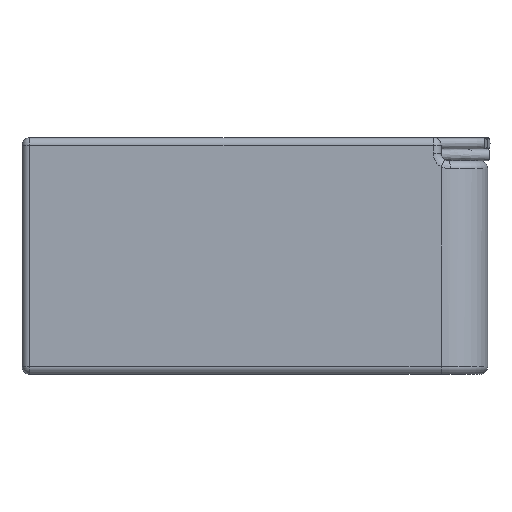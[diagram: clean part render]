
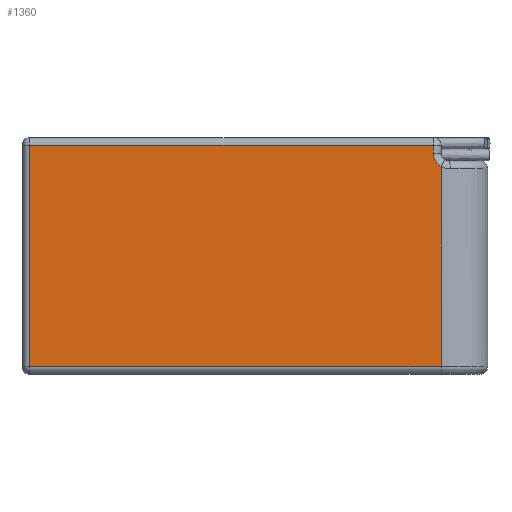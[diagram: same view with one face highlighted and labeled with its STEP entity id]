
A CAD part, front view. The second image highlights one B-rep face of the part: STEP entity #1360.
In plain terms, the highlighted planar face has unit normal (0, -1, 0).
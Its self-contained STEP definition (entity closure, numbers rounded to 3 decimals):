
#91 = CARTESIAN_POINT ( 'NONE',  ( 23., 0., 0. ) ) ;
#107 = LINE ( 'NONE', #91, #2068 ) ;
#137 = EDGE_CURVE ( 'NONE', #2344, #390, #1900, .T. ) ;
#147 = FACE_OUTER_BOUND ( 'NONE', #202, .T. ) ;
#164 = PLANE ( 'NONE',  #1787 ) ;
#202 = EDGE_LOOP ( 'NONE', ( #291, #1540, #937, #793, #1476, #971 ) ) ;
#278 = CARTESIAN_POINT ( 'NONE',  ( 23., 0., 14.25 ) ) ;
#279 = VERTEX_POINT ( 'NONE', #2201 ) ;
#291 = ORIENTED_EDGE ( 'NONE', *, *, #629, .T. ) ;
#315 = LINE ( 'NONE', #2033, #2388 ) ;
#390 = VERTEX_POINT ( 'NONE', #1458 ) ;
#480 = EDGE_CURVE ( 'NONE', #939, #1280, #966, .T. ) ;
#492 = DIRECTION ( 'NONE',  ( 0., 0., 1. ) ) ;
#503 = DIRECTION ( 'NONE',  ( 1., 0., 0. ) ) ;
#558 = DIRECTION ( 'NONE',  ( 0., 1., 0. ) ) ;
#584 = DIRECTION ( 'NONE',  ( 1., 0., 0. ) ) ;
#599 = AXIS2_PLACEMENT_3D ( 'NONE', #894, #1513, #2095 ) ;
#629 = EDGE_CURVE ( 'NONE', #390, #754, #998, .T. ) ;
#669 = VECTOR ( 'NONE', #1597, 1000. ) ;
#754 = VERTEX_POINT ( 'NONE', #2264 ) ;
#793 = ORIENTED_EDGE ( 'NONE', *, *, #480, .T. ) ;
#886 = CARTESIAN_POINT ( 'NONE',  ( 0., 0., -14.25 ) ) ;
#894 = CARTESIAN_POINT ( 'NONE',  ( 25., 0., 13.25 ) ) ;
#937 = ORIENTED_EDGE ( 'NONE', *, *, #1901, .T. ) ;
#939 = VERTEX_POINT ( 'NONE', #2293 ) ;
#966 = CIRCLE ( 'NONE', #599, 2. ) ;
#971 = ORIENTED_EDGE ( 'NONE', *, *, #137, .T. ) ;
#998 = LINE ( 'NONE', #1204, #669 ) ;
#1148 = CARTESIAN_POINT ( 'NONE',  ( 0., 0., 0. ) ) ;
#1152 = DIRECTION ( 'NONE',  ( -1., 0., 0. ) ) ;
#1204 = CARTESIAN_POINT ( 'NONE',  ( -29., 0., 0. ) ) ;
#1280 = VERTEX_POINT ( 'NONE', #2062 ) ;
#1360 = ADVANCED_FACE ( 'NONE', ( #147 ), #164, .F. ) ;
#1438 = LINE ( 'NONE', #886, #1905 ) ;
#1458 = CARTESIAN_POINT ( 'NONE',  ( -29., 0., 14.25 ) ) ;
#1476 = ORIENTED_EDGE ( 'NONE', *, *, #1884, .T. ) ;
#1513 = DIRECTION ( 'NONE',  ( 0., 1., 0. ) ) ;
#1540 = ORIENTED_EDGE ( 'NONE', *, *, #1605, .T. ) ;
#1597 = DIRECTION ( 'NONE',  ( 0., 0., -1. ) ) ;
#1605 = EDGE_CURVE ( 'NONE', #754, #279, #1438, .T. ) ;
#1748 = VECTOR ( 'NONE', #1152, 1000. ) ;
#1787 = AXIS2_PLACEMENT_3D ( 'NONE', #1148, #558, #584 ) ;
#1884 = EDGE_CURVE ( 'NONE', #1280, #2344, #107, .T. ) ;
#1900 = LINE ( 'NONE', #2096, #1748 ) ;
#1901 = EDGE_CURVE ( 'NONE', #279, #939, #315, .T. ) ;
#1905 = VECTOR ( 'NONE', #503, 1000. ) ;
#2033 = CARTESIAN_POINT ( 'NONE',  ( 24., 0., 0. ) ) ;
#2062 = CARTESIAN_POINT ( 'NONE',  ( 23., 0., 13.25 ) ) ;
#2068 = VECTOR ( 'NONE', #2430, 1000. ) ;
#2095 = DIRECTION ( 'NONE',  ( 0., 0., 1. ) ) ;
#2096 = CARTESIAN_POINT ( 'NONE',  ( 0., 0., 14.25 ) ) ;
#2201 = CARTESIAN_POINT ( 'NONE',  ( 24., 0., -14.25 ) ) ;
#2264 = CARTESIAN_POINT ( 'NONE',  ( -29., 0., -14.25 ) ) ;
#2293 = CARTESIAN_POINT ( 'NONE',  ( 24., 0., 11.518 ) ) ;
#2344 = VERTEX_POINT ( 'NONE', #278 ) ;
#2388 = VECTOR ( 'NONE', #492, 1000. ) ;
#2430 = DIRECTION ( 'NONE',  ( 0., 0., 1. ) ) ;
